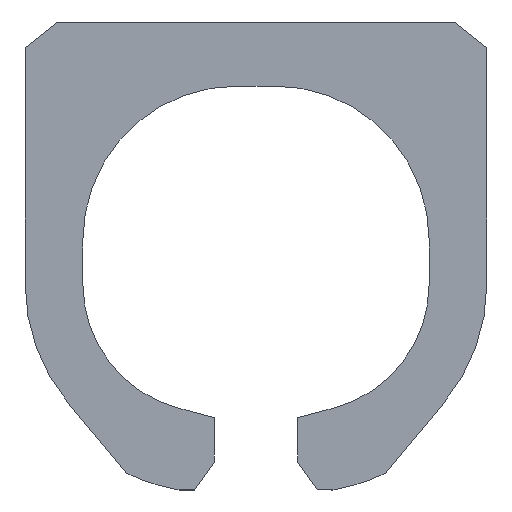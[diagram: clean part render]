
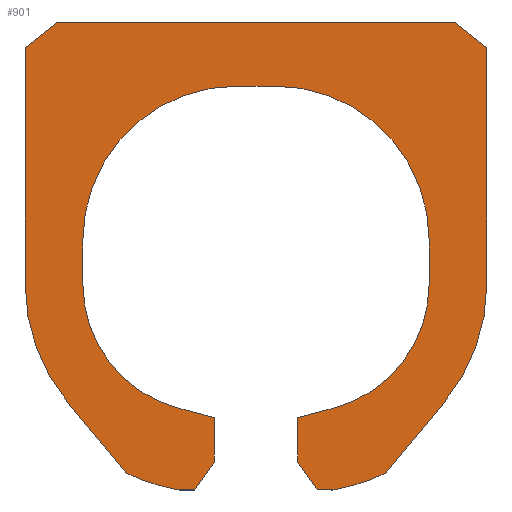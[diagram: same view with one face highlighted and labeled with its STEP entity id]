
A CAD part, front view. The second image highlights one B-rep face of the part: STEP entity #901.
In plain terms, the highlighted planar face has unit normal (0, -1, 0).
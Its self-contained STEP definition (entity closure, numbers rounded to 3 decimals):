
#156=AXIS2_PLACEMENT_3D('Circle Axis2P3D',#154,#155,$) ;
#218=AXIS2_PLACEMENT_3D('Circle Axis2P3D',#216,#217,$) ;
#373=AXIS2_PLACEMENT_3D('Circle Axis2P3D',#371,#372,$) ;
#435=AXIS2_PLACEMENT_3D('Circle Axis2P3D',#433,#434,$) ;
#497=AXIS2_PLACEMENT_3D('Circle Axis2P3D',#495,#496,$) ;
#559=AXIS2_PLACEMENT_3D('Circle Axis2P3D',#557,#558,$) ;
#709=AXIS2_PLACEMENT_3D('Circle Axis2P3D',#707,#708,$) ;
#771=AXIS2_PLACEMENT_3D('Circle Axis2P3D',#769,#770,$) ;
#871=AXIS2_PLACEMENT_3D('Plane Axis2P3D',#868,#869,#870) ;
#44=CARTESIAN_POINT('Vertex',(3.35,0.,3.65)) ;
#58=CARTESIAN_POINT('Vertex',(0.25,0.,3.65)) ;
#61=CARTESIAN_POINT('Line Origine',(1.8,0.,3.65)) ;
#89=CARTESIAN_POINT('Vertex',(0.,0.,3.45)) ;
#92=CARTESIAN_POINT('Line Origine',(0.125,0.,3.55)) ;
#120=CARTESIAN_POINT('Vertex',(0.,0.,1.606)) ;
#123=CARTESIAN_POINT('Line Origine',(0.,0.,2.528)) ;
#151=CARTESIAN_POINT('Vertex',(0.336,0.,0.678)) ;
#154=CARTESIAN_POINT('Axis2P3D Location',(1.45,0.,1.606)) ;
#182=CARTESIAN_POINT('Vertex',(0.792,0.,0.129)) ;
#185=CARTESIAN_POINT('Line Origine',(0.564,0.,0.404)) ;
#213=CARTESIAN_POINT('Vertex',(1.2,0.,0.)) ;
#216=CARTESIAN_POINT('Axis2P3D Location',(1.491,0.,1.624)) ;
#244=CARTESIAN_POINT('Vertex',(1.322,0.,0.)) ;
#247=CARTESIAN_POINT('Line Origine',(1.261,0.,0.)) ;
#275=CARTESIAN_POINT('Vertex',(1.475,0.,0.218)) ;
#278=CARTESIAN_POINT('Line Origine',(1.399,0.,0.109)) ;
#306=CARTESIAN_POINT('Vertex',(1.475,0.,0.564)) ;
#309=CARTESIAN_POINT('Line Origine',(1.475,0.,0.391)) ;
#337=CARTESIAN_POINT('Vertex',(1.191,0.,0.64)) ;
#340=CARTESIAN_POINT('Line Origine',(1.333,0.,0.602)) ;
#368=CARTESIAN_POINT('Vertex',(0.45,0.,1.606)) ;
#371=CARTESIAN_POINT('Axis2P3D Location',(1.45,0.,1.606)) ;
#399=CARTESIAN_POINT('Vertex',(0.45,0.,1.95)) ;
#402=CARTESIAN_POINT('Line Origine',(0.45,0.,1.778)) ;
#430=CARTESIAN_POINT('Vertex',(1.65,0.,3.15)) ;
#433=CARTESIAN_POINT('Axis2P3D Location',(1.65,0.,1.95)) ;
#461=CARTESIAN_POINT('Vertex',(1.95,0.,3.15)) ;
#464=CARTESIAN_POINT('Line Origine',(1.8,0.,3.15)) ;
#492=CARTESIAN_POINT('Vertex',(3.15,0.,1.95)) ;
#495=CARTESIAN_POINT('Axis2P3D Location',(1.95,0.,1.95)) ;
#523=CARTESIAN_POINT('Vertex',(3.15,0.,1.606)) ;
#526=CARTESIAN_POINT('Line Origine',(3.15,0.,1.778)) ;
#554=CARTESIAN_POINT('Vertex',(2.409,0.,0.64)) ;
#557=CARTESIAN_POINT('Axis2P3D Location',(2.15,0.,1.606)) ;
#585=CARTESIAN_POINT('Vertex',(2.125,0.,0.564)) ;
#588=CARTESIAN_POINT('Line Origine',(2.267,0.,0.602)) ;
#616=CARTESIAN_POINT('Vertex',(2.125,0.,0.218)) ;
#619=CARTESIAN_POINT('Line Origine',(2.125,0.,0.391)) ;
#647=CARTESIAN_POINT('Vertex',(2.278,0.,0.)) ;
#650=CARTESIAN_POINT('Line Origine',(2.201,0.,0.109)) ;
#673=CARTESIAN_POINT('Vertex',(2.4,0.,0.)) ;
#676=CARTESIAN_POINT('Line Origine',(2.339,0.,0.)) ;
#704=CARTESIAN_POINT('Vertex',(2.808,0.,0.129)) ;
#707=CARTESIAN_POINT('Axis2P3D Location',(2.109,0.,1.624)) ;
#735=CARTESIAN_POINT('Vertex',(3.264,0.,0.678)) ;
#738=CARTESIAN_POINT('Line Origine',(3.036,0.,0.404)) ;
#766=CARTESIAN_POINT('Vertex',(3.6,0.,1.606)) ;
#769=CARTESIAN_POINT('Axis2P3D Location',(2.15,0.,1.606)) ;
#797=CARTESIAN_POINT('Vertex',(3.6,0.,3.45)) ;
#800=CARTESIAN_POINT('Line Origine',(3.6,0.,2.528)) ;
#822=CARTESIAN_POINT('Line Origine',(3.475,0.,3.55)) ;
#868=CARTESIAN_POINT('Axis2P3D Location',(1.8,0.,3.65)) ;
#62=DIRECTION('Vector Direction',(-1.,0.,0.)) ;
#93=DIRECTION('Vector Direction',(-0.781,0.,-0.625)) ;
#124=DIRECTION('Vector Direction',(0.,0.,1.)) ;
#155=DIRECTION('Axis2P3D Direction',(0.,-1.,0.)) ;
#186=DIRECTION('Vector Direction',(0.64,0.,-0.768)) ;
#217=DIRECTION('Axis2P3D Direction',(0.,-1.,0.)) ;
#248=DIRECTION('Vector Direction',(1.,0.,0.)) ;
#279=DIRECTION('Vector Direction',(0.574,0.,0.819)) ;
#310=DIRECTION('Vector Direction',(0.,0.,-1.)) ;
#341=DIRECTION('Vector Direction',(0.966,0.,-0.259)) ;
#372=DIRECTION('Axis2P3D Direction',(0.,-1.,0.)) ;
#403=DIRECTION('Vector Direction',(0.,0.,1.)) ;
#434=DIRECTION('Axis2P3D Direction',(0.,-1.,0.)) ;
#465=DIRECTION('Vector Direction',(1.,0.,0.)) ;
#496=DIRECTION('Axis2P3D Direction',(0.,-1.,0.)) ;
#527=DIRECTION('Vector Direction',(0.,0.,1.)) ;
#558=DIRECTION('Axis2P3D Direction',(0.,-1.,0.)) ;
#589=DIRECTION('Vector Direction',(-0.966,0.,-0.259)) ;
#620=DIRECTION('Vector Direction',(0.,0.,-1.)) ;
#651=DIRECTION('Vector Direction',(-0.574,0.,0.819)) ;
#677=DIRECTION('Vector Direction',(-1.,0.,0.)) ;
#708=DIRECTION('Axis2P3D Direction',(0.,-1.,0.)) ;
#739=DIRECTION('Vector Direction',(-0.64,0.,-0.768)) ;
#770=DIRECTION('Axis2P3D Direction',(0.,-1.,0.)) ;
#801=DIRECTION('Vector Direction',(0.,0.,1.)) ;
#823=DIRECTION('Vector Direction',(0.781,0.,-0.625)) ;
#869=DIRECTION('Axis2P3D Direction',(0.,-1.,0.)) ;
#870=DIRECTION('Axis2P3D XDirection',(1.,0.,0.)) ;
#63=VECTOR('Line Direction',#62,1.) ;
#94=VECTOR('Line Direction',#93,1.) ;
#125=VECTOR('Line Direction',#124,1.) ;
#187=VECTOR('Line Direction',#186,1.) ;
#249=VECTOR('Line Direction',#248,1.) ;
#280=VECTOR('Line Direction',#279,1.) ;
#311=VECTOR('Line Direction',#310,1.) ;
#342=VECTOR('Line Direction',#341,1.) ;
#404=VECTOR('Line Direction',#403,1.) ;
#466=VECTOR('Line Direction',#465,1.) ;
#528=VECTOR('Line Direction',#527,1.) ;
#590=VECTOR('Line Direction',#589,1.) ;
#621=VECTOR('Line Direction',#620,1.) ;
#652=VECTOR('Line Direction',#651,1.) ;
#678=VECTOR('Line Direction',#677,1.) ;
#740=VECTOR('Line Direction',#739,1.) ;
#802=VECTOR('Line Direction',#801,1.) ;
#824=VECTOR('Line Direction',#823,1.) ;
#874=ORIENTED_EDGE('',*,*,#65,.T.) ;
#875=ORIENTED_EDGE('',*,*,#96,.T.) ;
#876=ORIENTED_EDGE('',*,*,#127,.T.) ;
#877=ORIENTED_EDGE('',*,*,#158,.T.) ;
#878=ORIENTED_EDGE('',*,*,#189,.T.) ;
#879=ORIENTED_EDGE('',*,*,#220,.T.) ;
#880=ORIENTED_EDGE('',*,*,#251,.T.) ;
#881=ORIENTED_EDGE('',*,*,#282,.T.) ;
#882=ORIENTED_EDGE('',*,*,#313,.T.) ;
#883=ORIENTED_EDGE('',*,*,#344,.T.) ;
#884=ORIENTED_EDGE('',*,*,#375,.T.) ;
#885=ORIENTED_EDGE('',*,*,#406,.T.) ;
#886=ORIENTED_EDGE('',*,*,#437,.T.) ;
#887=ORIENTED_EDGE('',*,*,#468,.T.) ;
#888=ORIENTED_EDGE('',*,*,#499,.T.) ;
#889=ORIENTED_EDGE('',*,*,#530,.T.) ;
#890=ORIENTED_EDGE('',*,*,#561,.T.) ;
#891=ORIENTED_EDGE('',*,*,#592,.T.) ;
#892=ORIENTED_EDGE('',*,*,#623,.T.) ;
#893=ORIENTED_EDGE('',*,*,#654,.T.) ;
#894=ORIENTED_EDGE('',*,*,#680,.T.) ;
#895=ORIENTED_EDGE('',*,*,#711,.T.) ;
#896=ORIENTED_EDGE('',*,*,#742,.T.) ;
#897=ORIENTED_EDGE('',*,*,#773,.T.) ;
#898=ORIENTED_EDGE('',*,*,#804,.T.) ;
#899=ORIENTED_EDGE('',*,*,#826,.T.) ;
#901=ADVANCED_FACE('S3D gedreht',(#900),#872,.T.) ;
#157=CIRCLE('generated circle',#156,1.45) ;
#219=CIRCLE('generated circle',#218,1.65) ;
#374=CIRCLE('generated circle',#373,1.) ;
#436=CIRCLE('generated circle',#435,1.2) ;
#498=CIRCLE('generated circle',#497,1.2) ;
#560=CIRCLE('generated circle',#559,1.) ;
#710=CIRCLE('generated circle',#709,1.65) ;
#772=CIRCLE('generated circle',#771,1.45) ;
#65=EDGE_CURVE('',#45,#59,#64,.T.) ;
#96=EDGE_CURVE('',#59,#90,#95,.T.) ;
#127=EDGE_CURVE('',#90,#121,#126,.F.) ;
#158=EDGE_CURVE('',#121,#152,#157,.T.) ;
#189=EDGE_CURVE('',#152,#183,#188,.T.) ;
#220=EDGE_CURVE('',#183,#214,#219,.T.) ;
#251=EDGE_CURVE('',#214,#245,#250,.T.) ;
#282=EDGE_CURVE('',#245,#276,#281,.T.) ;
#313=EDGE_CURVE('',#276,#307,#312,.F.) ;
#344=EDGE_CURVE('',#307,#338,#343,.F.) ;
#375=EDGE_CURVE('',#338,#369,#374,.F.) ;
#406=EDGE_CURVE('',#369,#400,#405,.T.) ;
#437=EDGE_CURVE('',#400,#431,#436,.F.) ;
#468=EDGE_CURVE('',#431,#462,#467,.T.) ;
#499=EDGE_CURVE('',#462,#493,#498,.F.) ;
#530=EDGE_CURVE('',#493,#524,#529,.F.) ;
#561=EDGE_CURVE('',#524,#555,#560,.F.) ;
#592=EDGE_CURVE('',#555,#586,#591,.T.) ;
#623=EDGE_CURVE('',#586,#617,#622,.T.) ;
#654=EDGE_CURVE('',#617,#648,#653,.F.) ;
#680=EDGE_CURVE('',#648,#674,#679,.F.) ;
#711=EDGE_CURVE('',#674,#705,#710,.T.) ;
#742=EDGE_CURVE('',#705,#736,#741,.F.) ;
#773=EDGE_CURVE('',#736,#767,#772,.T.) ;
#804=EDGE_CURVE('',#767,#798,#803,.T.) ;
#826=EDGE_CURVE('',#798,#45,#825,.F.) ;
#873=EDGE_LOOP('',(#874,#875,#876,#877,#878,#879,#880,#881,#882,#883,#884,#885,#886,#887,#888,#889,#890,#891,#892,#893,#894,#895,#896,#897,#898,#899)) ;
#900=FACE_OUTER_BOUND('',#873,.T.) ;
#64=LINE('Line',#61,#63) ;
#95=LINE('Line',#92,#94) ;
#126=LINE('Line',#123,#125) ;
#188=LINE('Line',#185,#187) ;
#250=LINE('Line',#247,#249) ;
#281=LINE('Line',#278,#280) ;
#312=LINE('Line',#309,#311) ;
#343=LINE('Line',#340,#342) ;
#405=LINE('Line',#402,#404) ;
#467=LINE('Line',#464,#466) ;
#529=LINE('Line',#526,#528) ;
#591=LINE('Line',#588,#590) ;
#622=LINE('Line',#619,#621) ;
#653=LINE('Line',#650,#652) ;
#679=LINE('Line',#676,#678) ;
#741=LINE('Line',#738,#740) ;
#803=LINE('Line',#800,#802) ;
#825=LINE('Line',#822,#824) ;
#872=PLANE('',#871) ;
#45=VERTEX_POINT('',#44) ;
#59=VERTEX_POINT('',#58) ;
#90=VERTEX_POINT('',#89) ;
#121=VERTEX_POINT('',#120) ;
#152=VERTEX_POINT('',#151) ;
#183=VERTEX_POINT('',#182) ;
#214=VERTEX_POINT('',#213) ;
#245=VERTEX_POINT('',#244) ;
#276=VERTEX_POINT('',#275) ;
#307=VERTEX_POINT('',#306) ;
#338=VERTEX_POINT('',#337) ;
#369=VERTEX_POINT('',#368) ;
#400=VERTEX_POINT('',#399) ;
#431=VERTEX_POINT('',#430) ;
#462=VERTEX_POINT('',#461) ;
#493=VERTEX_POINT('',#492) ;
#524=VERTEX_POINT('',#523) ;
#555=VERTEX_POINT('',#554) ;
#586=VERTEX_POINT('',#585) ;
#617=VERTEX_POINT('',#616) ;
#648=VERTEX_POINT('',#647) ;
#674=VERTEX_POINT('',#673) ;
#705=VERTEX_POINT('',#704) ;
#736=VERTEX_POINT('',#735) ;
#767=VERTEX_POINT('',#766) ;
#798=VERTEX_POINT('',#797) ;
